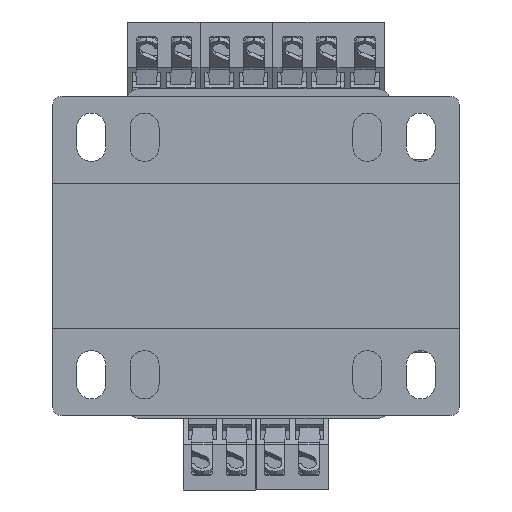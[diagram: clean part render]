
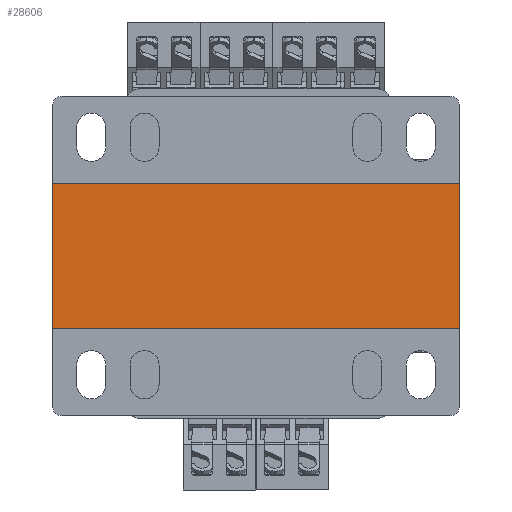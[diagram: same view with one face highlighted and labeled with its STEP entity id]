
A CAD part, front view. The second image highlights one B-rep face of the part: STEP entity #28606.
In plain terms, the highlighted face is planar.
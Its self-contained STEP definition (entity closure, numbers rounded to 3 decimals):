
#155 = EDGE_CURVE ( 'NONE', #10526, #20838, #31572, .T. ) ;
#339 = VERTEX_POINT ( 'NONE', #29749 ) ;
#3746 = EDGE_CURVE ( 'NONE', #339, #27051, #38592, .T. ) ;
#4600 = CARTESIAN_POINT ( 'NONE',  ( 0., 0., 30. ) ) ;
#5010 = DIRECTION ( 'NONE',  ( 1., 0., 0. ) ) ;
#7492 = CARTESIAN_POINT ( 'NONE',  ( 0., 0., 0. ) ) ;
#8964 = CARTESIAN_POINT ( 'NONE',  ( 0., 0., 30. ) ) ;
#9035 = VECTOR ( 'NONE', #28761, 1000. ) ;
#9226 = ORIENTED_EDGE ( 'NONE', *, *, #3746, .T. ) ;
#9548 = LINE ( 'NONE', #18393, #35448 ) ;
#10526 = VERTEX_POINT ( 'NONE', #34927 ) ;
#10863 = CARTESIAN_POINT ( 'NONE',  ( 0., 0., 0. ) ) ;
#11974 = EDGE_CURVE ( 'NONE', #20838, #27051, #18643, .T. ) ;
#18393 = CARTESIAN_POINT ( 'NONE',  ( 84., 0., 30. ) ) ;
#18643 = LINE ( 'NONE', #34087, #20067 ) ;
#19476 = ORIENTED_EDGE ( 'NONE', *, *, #155, .F. ) ;
#19748 = ORIENTED_EDGE ( 'NONE', *, *, #26360, .T. ) ;
#20067 = VECTOR ( 'NONE', #30875, 1000. ) ;
#20084 = AXIS2_PLACEMENT_3D ( 'NONE', #4600, #22088, #5010 ) ;
#20838 = VERTEX_POINT ( 'NONE', #8964 ) ;
#22088 = DIRECTION ( 'NONE',  ( 0., -1., 0. ) ) ;
#22471 = PLANE ( 'NONE',  #20084 ) ;
#23330 = DIRECTION ( 'NONE',  ( -1., 0., 0. ) ) ;
#25181 = DIRECTION ( 'NONE',  ( 0., 0., -1. ) ) ;
#25499 = FACE_OUTER_BOUND ( 'NONE', #38805, .T. ) ;
#26360 = EDGE_CURVE ( 'NONE', #10526, #339, #9548, .T. ) ;
#27051 = VERTEX_POINT ( 'NONE', #10863 ) ;
#28606 = ADVANCED_FACE ( 'NONE', ( #25499 ), #22471, .F. ) ;
#28761 = DIRECTION ( 'NONE',  ( -1., 0., 0. ) ) ;
#29749 = CARTESIAN_POINT ( 'NONE',  ( 84., 0., 0. ) ) ;
#30235 = VECTOR ( 'NONE', #23330, 1000. ) ;
#30875 = DIRECTION ( 'NONE',  ( 0., 0., -1. ) ) ;
#31572 = LINE ( 'NONE', #31973, #9035 ) ;
#31973 = CARTESIAN_POINT ( 'NONE',  ( 0., 0., 30. ) ) ;
#33171 = ORIENTED_EDGE ( 'NONE', *, *, #11974, .F. ) ;
#34087 = CARTESIAN_POINT ( 'NONE',  ( 0., 0., 30. ) ) ;
#34927 = CARTESIAN_POINT ( 'NONE',  ( 84., 0., 30. ) ) ;
#35448 = VECTOR ( 'NONE', #25181, 1000. ) ;
#38592 = LINE ( 'NONE', #7492, #30235 ) ;
#38805 = EDGE_LOOP ( 'NONE', ( #9226, #33171, #19476, #19748 ) ) ;
